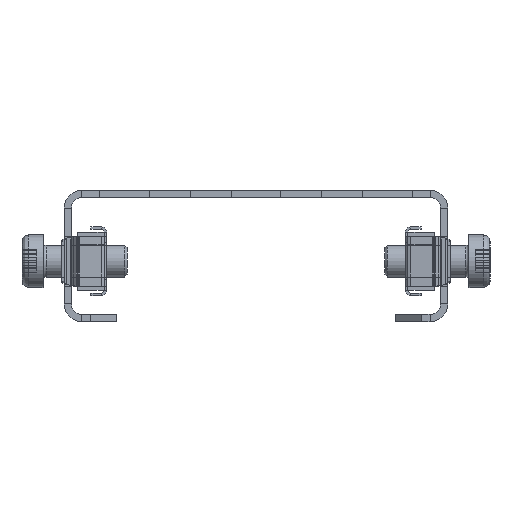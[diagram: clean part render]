
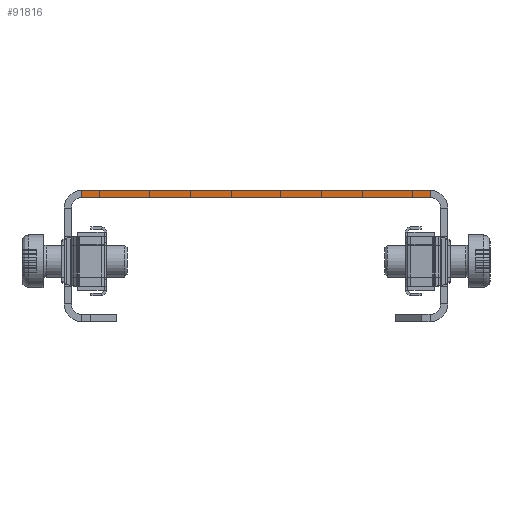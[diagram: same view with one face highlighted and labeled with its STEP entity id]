
A CAD part, left-side view. The second image highlights one B-rep face of the part: STEP entity #91816.
In plain terms, the highlighted planar face has unit normal (-1, 0, 0).
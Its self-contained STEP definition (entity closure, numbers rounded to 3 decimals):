
#939 = AXIS2_PLACEMENT_3D ( 'NONE', #3270, #26739, #64220 ) ;
#3270 = CARTESIAN_POINT ( 'NONE',  ( -845.5, 35.1, 9.1 ) ) ;
#10136 = CARTESIAN_POINT ( 'NONE',  ( -845.5, -33.1, 11.1 ) ) ;
#10355 = CARTESIAN_POINT ( 'NONE',  ( -845.5, -33.1, 12.5 ) ) ;
#13114 = CARTESIAN_POINT ( 'NONE',  ( -845.5, 33.1, 11.1 ) ) ;
#13695 = CARTESIAN_POINT ( 'NONE',  ( -845.5, 33.1, 12.5 ) ) ;
#14465 = CARTESIAN_POINT ( 'NONE',  ( -845.5, 33.1, 12.5 ) ) ;
#17110 = EDGE_LOOP ( 'NONE', ( #95299, #95856, #97837, #32550 ) ) ;
#26739 = DIRECTION ( 'NONE',  ( -1., 0., 0. ) ) ;
#32550 = ORIENTED_EDGE ( 'NONE', *, *, #90086, .T. ) ;
#34837 = VERTEX_POINT ( 'NONE', #13114 ) ;
#36749 = LINE ( 'NONE', #10136, #52098 ) ;
#39143 = CARTESIAN_POINT ( 'NONE',  ( -845.5, 36.5, 11.1 ) ) ;
#39825 = DIRECTION ( 'NONE',  ( 0., 1., 0. ) ) ;
#41838 = VECTOR ( 'NONE', #39825, 1000. ) ;
#44818 = VERTEX_POINT ( 'NONE', #10355 ) ;
#46168 = EDGE_CURVE ( 'NONE', #78353, #34837, #67598, .T. ) ;
#48925 = LINE ( 'NONE', #39143, #41838 ) ;
#51000 = LINE ( 'NONE', #72017, #85502 ) ;
#52098 = VECTOR ( 'NONE', #86103, 1000. ) ;
#54925 = EDGE_CURVE ( 'NONE', #44818, #78353, #51000, .T. ) ;
#55359 = FACE_OUTER_BOUND ( 'NONE', #17110, .T. ) ;
#56603 = CARTESIAN_POINT ( 'NONE',  ( -845.5, -33.1, 11.1 ) ) ;
#56923 = VECTOR ( 'NONE', #97305, 1000. ) ;
#64046 = DIRECTION ( 'NONE',  ( 0., 1., 0. ) ) ;
#64220 = DIRECTION ( 'NONE',  ( 0., 0., 1. ) ) ;
#67598 = LINE ( 'NONE', #13695, #56923 ) ;
#72017 = CARTESIAN_POINT ( 'NONE',  ( -845.5, 36.5, 12.5 ) ) ;
#78353 = VERTEX_POINT ( 'NONE', #14465 ) ;
#81135 = VERTEX_POINT ( 'NONE', #56603 ) ;
#85502 = VECTOR ( 'NONE', #64046, 1000. ) ;
#86103 = DIRECTION ( 'NONE',  ( 0., 0., 1. ) ) ;
#87159 = PLANE ( 'NONE',  #939 ) ;
#90086 = EDGE_CURVE ( 'NONE', #81135, #44818, #36749, .T. ) ;
#91816 = ADVANCED_FACE ( 'NONE', ( #55359 ), #87159, .T. ) ;
#94591 = EDGE_CURVE ( 'NONE', #81135, #34837, #48925, .T. ) ;
#95299 = ORIENTED_EDGE ( 'NONE', *, *, #54925, .T. ) ;
#95856 = ORIENTED_EDGE ( 'NONE', *, *, #46168, .T. ) ;
#97305 = DIRECTION ( 'NONE',  ( 0., 0., -1. ) ) ;
#97837 = ORIENTED_EDGE ( 'NONE', *, *, #94591, .F. ) ;
